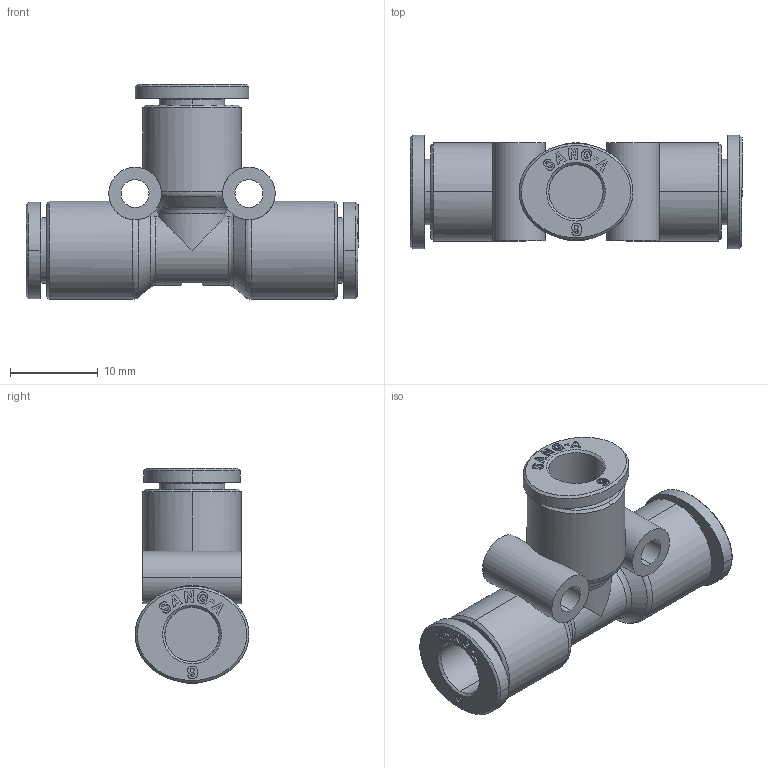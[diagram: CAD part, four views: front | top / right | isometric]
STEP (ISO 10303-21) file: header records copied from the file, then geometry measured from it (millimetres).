
FILE_DESCRIPTION((''),'2;1');
FILE_NAME('GPUT 06(3D).stp','2012-12-27T14:48:20',(''),(''),'Mechanical Desktop.R8.0.24.0','Mechanical Desktop.R8.0.24.0',', , ');
FILE_SCHEMA(('CONFIG_CONTROL_DESIGN'));
Length unit declared in the file: millimetre
Products named in the file (2): GPUT 06(3D); ºÎÇ°1
Assembly tree (1 placements, depth 2):
  GPUT 06(3D)
    ºÎÇ°1
Bounding box: 37.9 x 13 x 24.55 mm (x, y, z)
Volume: 3474.7 mm3; surface area: 3736 mm2
Topology: 1 solids, 1 shells, 698 faces, 1951 edges, 1295 vertices
Faces by surface type: plane 515, bspline 96, cylinder 63, cone 18, torus 6
Entity records: 25331 total; most frequent: CARTESIAN_POINT 7438, ORIENTED_EDGE 3900, DIRECTION 3412, EDGE_CURVE 1950, VECTOR 1560, LINE 1560, VERTEX_POINT 1293, AXIS2_PLACEMENT_3D 926
